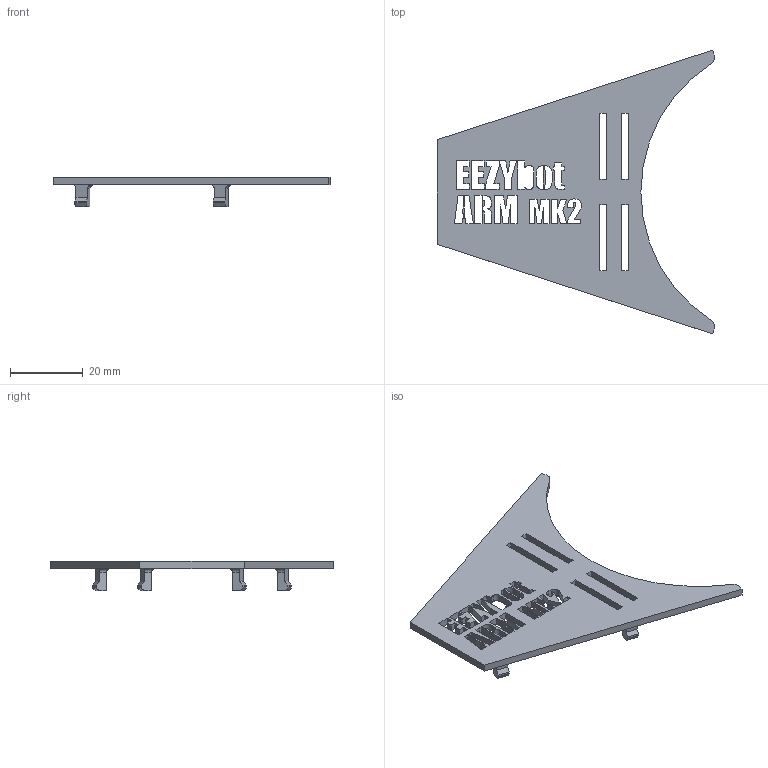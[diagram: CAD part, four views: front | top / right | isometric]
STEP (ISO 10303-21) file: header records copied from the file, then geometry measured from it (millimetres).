
FILE_DESCRIPTION(/* description */ ('STEP AP242','CAx-IF Rec.Pracs.---Representation and Presentation of Product Manufacturing Information (PMI)---4.0---2014-10-13','CAx-IF Rec.Pracs.---3D Tessellated Geometry---0.4---2014-09-14','2;1'),/* implementation_level */ '2;1');
FILE_NAME(/* name */ 'c92fa8f0-3e74-45cf-9701-0726691d6be4',/* time_stamp */ '2023-03-01T17:50:27+00:00',/* author */ (''),/* organization */ (''),/* preprocessor_version */ 'ST-DEVELOPER v18.102',/* originating_system */ ' ',/* authorisation */ ' ');
FILE_SCHEMA (('AP242_MANAGED_MODEL_BASED_3D_ENGINEERING_MIM_LF { 1 0 10303 442 1 1 4 }'));
Length unit declared in the file: metre
Products named in the file (1): 019_cover
Bounding box: 76.28 x 78.06 x 8 mm (x, y, z)
Volume: 5375.5 mm3; surface area: 7195.7 mm2
Topology: 1 solids, 1 shells, 241 faces, 697 edges, 462 vertices
Faces by surface type: plane 193, bspline 33, cylinder 15
Entity records: 9513 total; most frequent: CARTESIAN_POINT 3274, ORIENTED_EDGE 1394, DIRECTION 1071, EDGE_CURVE 697, LINE 609, VECTOR 609, VERTEX_POINT 462, EDGE_LOOP 285
